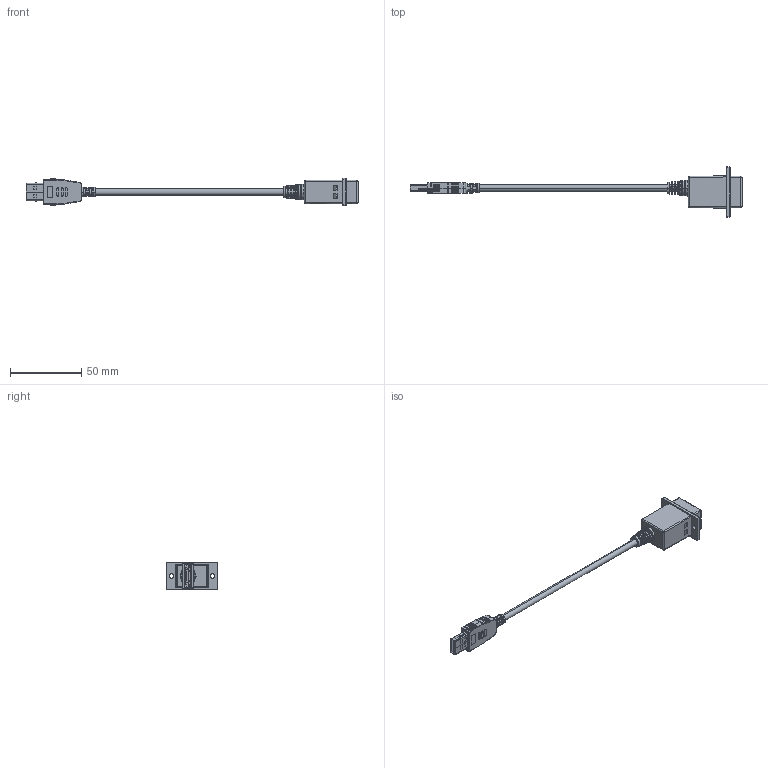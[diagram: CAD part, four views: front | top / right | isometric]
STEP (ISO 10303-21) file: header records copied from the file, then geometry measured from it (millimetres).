
FILE_DESCRIPTION (( 'STEP AP214' ), '1' );
FILE_NAME ('ECF504-AAL.STEP', '2018-04-04T19:13:08', ( '' ), ( '' ), 'SwSTEP 2.0', 'SolidWorks 2017', '' );
FILE_SCHEMA (( 'AUTOMOTIVE_DESIGN' ));
Length unit declared in the file: inch
Products named in the file (20): 1AA05-035-MA2___; 3AB06-056; 1AG01-304_USB2.0 ICON and L-com LOGO ; MTN-465; 1AA05-035-MA8___; 1BC01-025; 1AA05-019(USB-A F R.A TIP)___; 1AA05-035-MA1___; 1AA05-035-MA4___; 1AA05-035-MA6_Cable Clamp Cut; 1AG01-089_TYP C FOR S.R; 1AA05-035_Cable Clamp Hidden; 1AA05-035-MA5___; ECJ504-UA-FA1; ECF504-AAS PNL END; 1AY01-200___; ECF504-AAL; 1AA05-035-MA3___; 1AA05-035-MA7___; 1AL08-132
Assembly tree (19 placements, depth 4):
  ECF504-AAL
    1AL08-132
    3AB06-056
      1AA05-035_Cable Clamp Hidden
        1AA05-035-MA5___
        1AA05-035-MA6_Cable Clamp Cut
        1AA05-035-MA1___
        1AA05-035-MA2___
        1AA05-035-MA3___
        1AA05-035-MA4___
        1AA05-035-MA7___
        1AA05-035-MA8___
      1AY01-200___
    ECF504-AAS PNL END
      1AG01-304_USB2.0 ICON and L-com LOGO 
      ECJ504-UA-FA1
        1BC01-025
        1AA05-019(USB-A F R.A TIP)___
      1AG01-089_TYP C FOR S.R
      MTN-465
Bounding box: 232.43 x 35.56 x 19.05 mm (x, y, z)
Volume: 12689.3 mm3; surface area: 21166.4 mm2
Topology: 20 solids, 22 shells, 3147 faces, 8539 edges, 5470 vertices
Faces by surface type: plane 1779, cylinder 860, bspline 324, torus 148, sphere 18, cone 18
Entity records: 113644 total; most frequent: CARTESIAN_POINT 31980, ORIENTED_EDGE 16998, DIRECTION 14979, EDGE_CURVE 8499, VECTOR 5803, LINE 5803, VERTEX_POINT 5470, AXIS2_PLACEMENT_3D 4588
